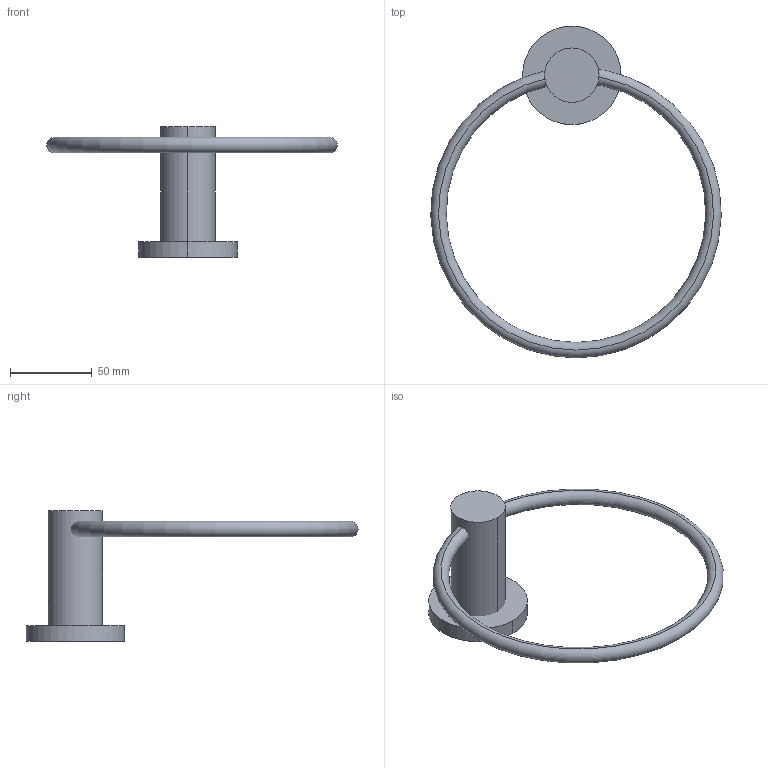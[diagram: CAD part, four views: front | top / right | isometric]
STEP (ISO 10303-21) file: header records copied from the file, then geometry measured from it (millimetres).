
FILE_DESCRIPTION((''),'2;1');
FILE_NAME('16-09_SW0001','2010-07-26T',('pnmurthy'),(''),'PRO/ENGINEER BY PARAMETRIC TECHNOLOGY CORPORATION, 2009300','PRO/ENGINEER BY PARAMETRIC TECHNOLOGY CORPORATION, 2009300','');
FILE_SCHEMA(('CONFIG_CONTROL_DESIGN'));
Length unit declared in the file: inch
Products named in the file (1): 16-09_SW0001
Bounding box: 177.77 x 203.2 x 79.92 mm (x, y, z)
Surface area: 32344.6 mm2 (no closed solid volume)
Topology: 0 solids, 5 shells, 14 faces, 39 edges, 28 vertices
Faces by surface type: cylinder 5, torus 4, plane 3, cone 2
Entity records: 555 total; most frequent: CARTESIAN_POINT 155, DIRECTION 83, ORIENTED_EDGE 58, EDGE_CURVE 39, AXIS2_PLACEMENT_3D 37, VERTEX_POINT 28, CIRCLE 23, EDGE_LOOP 14
